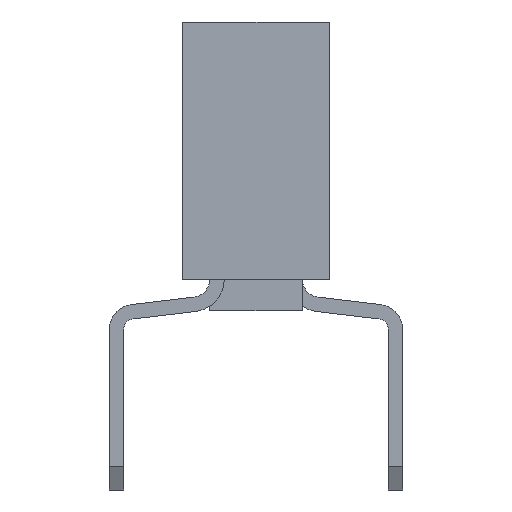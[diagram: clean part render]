
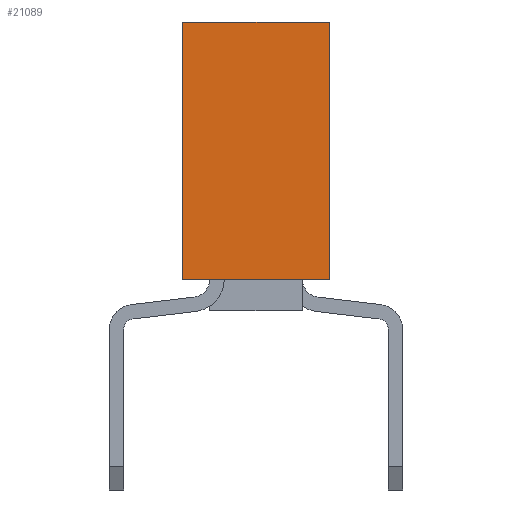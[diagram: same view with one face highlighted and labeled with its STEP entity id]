
A CAD part, left-side view. The second image highlights one B-rep face of the part: STEP entity #21089.
In plain terms, the highlighted planar face has unit normal (-1, 0, 0).
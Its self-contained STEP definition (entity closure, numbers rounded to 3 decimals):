
#1808=ORIENTED_EDGE('',*,*,#8257,.F.);
#1809=ORIENTED_EDGE('',*,*,#8272,.F.);
#1810=ORIENTED_EDGE('',*,*,#8254,.T.);
#1811=ORIENTED_EDGE('',*,*,#8273,.T.);
#8254=EDGE_CURVE('',#11478,#11479,#13562,.T.);
#8257=EDGE_CURVE('',#11480,#11481,#13565,.T.);
#8272=EDGE_CURVE('',#11478,#11480,#13580,.T.);
#8273=EDGE_CURVE('',#11479,#11481,#13581,.T.);
#11478=VERTEX_POINT('',#30848);
#11479=VERTEX_POINT('',#30849);
#11480=VERTEX_POINT('',#30854);
#11481=VERTEX_POINT('',#30855);
#13562=LINE('',#30847,#15706);
#13565=LINE('',#30853,#15709);
#13580=LINE('',#30884,#15724);
#13581=LINE('',#30885,#15725);
#15706=VECTOR('',#24618,1000.);
#15709=VECTOR('',#24623,1000.);
#15724=VECTOR('',#24646,1000.);
#15725=VECTOR('',#24647,1000.);
#17738=EDGE_LOOP('',(#1808,#1809,#1810,#1811));
#19042=FACE_BOUND('',#17738,.T.);
#20346=PLANE('',#22418);
#21089=ADVANCED_FACE('',(#19042),#20346,.T.);
#22418=AXIS2_PLACEMENT_3D('',#30883,#24644,#24645);
#24618=DIRECTION('',(0.,0.,1.));
#24623=DIRECTION('',(0.,0.,1.));
#24644=DIRECTION('',(-1.,0.,0.));
#24645=DIRECTION('',(0.,0.,1.));
#24646=DIRECTION('',(0.,1.,0.));
#24647=DIRECTION('',(0.,1.,0.));
#30847=CARTESIAN_POINT('',(-13.,-1.27,-2.225));
#30848=CARTESIAN_POINT('',(-13.,-1.27,-2.225));
#30849=CARTESIAN_POINT('',(-13.,-1.27,2.225));
#30853=CARTESIAN_POINT('',(-13.,1.27,-2.225));
#30854=CARTESIAN_POINT('',(-13.,1.27,-2.225));
#30855=CARTESIAN_POINT('',(-13.,1.27,2.225));
#30883=CARTESIAN_POINT('',(-13.,-1.27,-2.225));
#30884=CARTESIAN_POINT('',(-13.,-1.27,-2.225));
#30885=CARTESIAN_POINT('',(-13.,-1.27,2.225));
